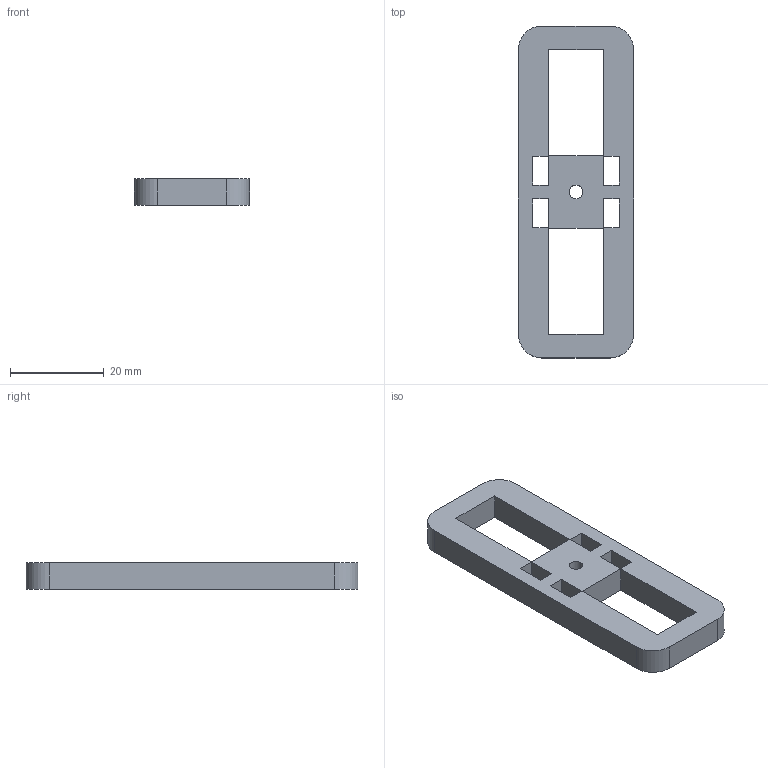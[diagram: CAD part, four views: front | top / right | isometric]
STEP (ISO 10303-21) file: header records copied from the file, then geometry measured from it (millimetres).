
FILE_DESCRIPTION (( 'STEP AP203' ), '1' );
FILE_NAME ('Thigh_top.STEP', '2019-05-07T04:02:52', ( '' ), ( '' ), 'SwSTEP 2.0', 'SolidWorks 2017', '' );
FILE_SCHEMA (( 'CONFIG_CONTROL_DESIGN' ));
Length unit declared in the file: millimetre
Products named in the file (1): Thigh_top
Bounding box: 24.5 x 70.69 x 5.58 mm (x, y, z)
Volume: 6083.1 mm3; surface area: 4437.6 mm2
Topology: 1 solids, 1 shells, 36 faces, 102 edges, 68 vertices
Faces by surface type: plane 30, cylinder 6
Entity records: 1263 total; most frequent: CARTESIAN_POINT 207, ORIENTED_EDGE 204, DIRECTION 188, EDGE_CURVE 102, LINE 90, VECTOR 90, VERTEX_POINT 68, EDGE_LOOP 50
